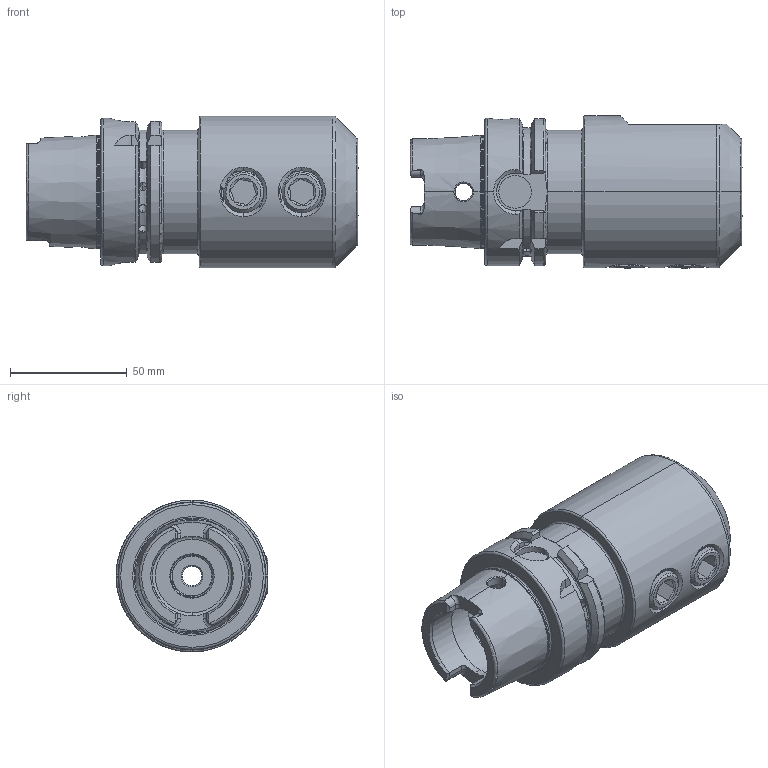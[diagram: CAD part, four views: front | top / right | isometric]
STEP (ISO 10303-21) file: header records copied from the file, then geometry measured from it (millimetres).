
FILE_DESCRIPTION (( 'STEP AP203' ), '1' );
FILE_NAME ('A63.04.25.K.STEP', '2016-09-05T05:34:54', ( '' ), ( '' ), 'SwSTEP 2.0', 'SolidWorks 2012', '' );
FILE_SCHEMA (( 'CONFIG_CONTROL_DESIGN' ));
Length unit declared in the file: millimetre
Products named in the file (3): A63.04.25.K; 側固18_M18x2_20L
Assembly tree (3 placements, depth 2):
  A63.04.25.K
    A63.04.25.K
    側固18_M18x2_20L  x2
Bounding box: 142 x 65 x 65 mm (x, y, z)
Volume: 288459.4 mm3; surface area: 56057.7 mm2
Topology: 3 solids, 3 shells, 447 faces, 1223 edges, 779 vertices
Faces by surface type: cylinder 189, plane 103, torus 57, cone 51, bspline 47
Entity records: 48283 total; most frequent: CARTESIAN_POINT 38780, ORIENTED_EDGE 2214, DIRECTION 1588, EDGE_CURVE 1107, VERTEX_POINT 712, AXIS2_PLACEMENT_3D 636, EDGE_LOOP 427, FACE_OUTER_BOUND 408
